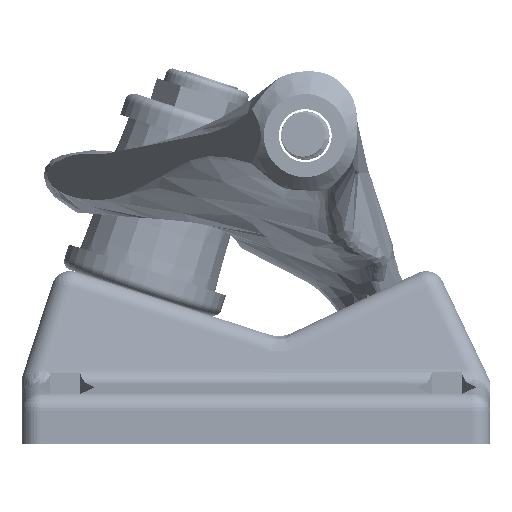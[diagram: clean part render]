
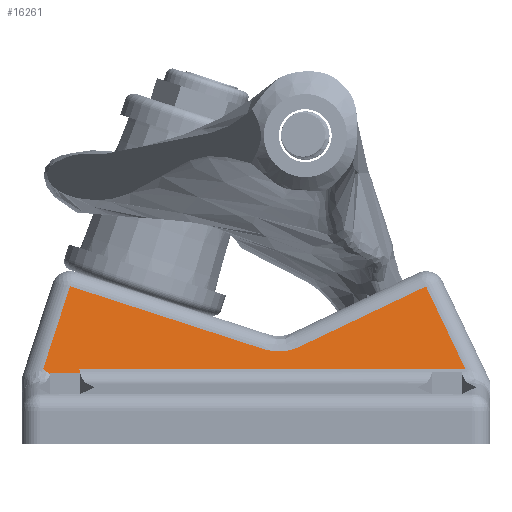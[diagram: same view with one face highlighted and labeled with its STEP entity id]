
A CAD part, left-side view. The second image highlights one B-rep face of the part: STEP entity #16261.
In plain terms, the highlighted planar face has unit normal (-0.985, 0, 0.174).
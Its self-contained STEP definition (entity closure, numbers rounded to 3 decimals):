
#79=ELLIPSE('',#17046,8.123,8.);
#80=ELLIPSE('',#17047,14.468,10.275);
#2000=LINE('',#25951,#3332);
#2001=LINE('',#25953,#3333);
#2002=LINE('',#25955,#3334);
#2003=LINE('',#25959,#3335);
#2004=LINE('',#25961,#3336);
#2005=LINE('',#25965,#3337);
#2006=LINE('',#25967,#3338);
#2007=LINE('',#25968,#3339);
#3332=VECTOR('',#18563,10.);
#3333=VECTOR('',#18564,10.);
#3334=VECTOR('',#18565,10.);
#3335=VECTOR('',#18568,10.);
#3336=VECTOR('',#18569,10.);
#3337=VECTOR('',#18572,10.);
#3338=VECTOR('',#18573,10.);
#3339=VECTOR('',#18574,10.);
#4290=PLANE('',#17045);
#5077=FACE_OUTER_BOUND('',#6067,.T.);
#6067=EDGE_LOOP('',(#12962,#12963,#12964,#12965,#12966,#12967,#12968,#12969,
#12970,#12971));
#7601=VERTEX_POINT('',#25946);
#7602=VERTEX_POINT('',#25950);
#7603=VERTEX_POINT('',#25952);
#7604=VERTEX_POINT('',#25954);
#7605=VERTEX_POINT('',#25956);
#7606=VERTEX_POINT('',#25958);
#7607=VERTEX_POINT('',#25960);
#7608=VERTEX_POINT('',#25962);
#7609=VERTEX_POINT('',#25964);
#7610=VERTEX_POINT('',#25966);
#9556=EDGE_CURVE('',#7601,#7602,#2000,.T.);
#9557=EDGE_CURVE('',#7603,#7601,#2001,.T.);
#9558=EDGE_CURVE('',#7604,#7603,#2002,.T.);
#9559=EDGE_CURVE('',#7605,#7604,#79,.T.);
#9560=EDGE_CURVE('',#7606,#7605,#2003,.T.);
#9561=EDGE_CURVE('',#7607,#7606,#2004,.T.);
#9562=EDGE_CURVE('',#7607,#7608,#80,.T.);
#9563=EDGE_CURVE('',#7608,#7609,#2005,.T.);
#9564=EDGE_CURVE('',#7609,#7610,#2006,.T.);
#9565=EDGE_CURVE('',#7610,#7602,#2007,.T.);
#12962=ORIENTED_EDGE('',*,*,#9556,.F.);
#12963=ORIENTED_EDGE('',*,*,#9557,.F.);
#12964=ORIENTED_EDGE('',*,*,#9558,.F.);
#12965=ORIENTED_EDGE('',*,*,#9559,.F.);
#12966=ORIENTED_EDGE('',*,*,#9560,.F.);
#12967=ORIENTED_EDGE('',*,*,#9561,.F.);
#12968=ORIENTED_EDGE('',*,*,#9562,.T.);
#12969=ORIENTED_EDGE('',*,*,#9563,.T.);
#12970=ORIENTED_EDGE('',*,*,#9564,.T.);
#12971=ORIENTED_EDGE('',*,*,#9565,.T.);
#16261=ADVANCED_FACE('',(#5077),#4290,.F.);
#17045=AXIS2_PLACEMENT_3D('',#25949,#18561,#18562);
#17046=AXIS2_PLACEMENT_3D('',#25957,#18566,#18567);
#17047=AXIS2_PLACEMENT_3D('',#25963,#18570,#18571);
#18561=DIRECTION('center_axis',(0.985,0.,-0.174));
#18562=DIRECTION('ref_axis',(0.174,0.,0.985));
#18563=DIRECTION('',(0.,1.,0.));
#18564=DIRECTION('',(-0.157,-0.425,-0.891));
#18565=DIRECTION('',(0.076,-0.9,0.429));
#18566=DIRECTION('center_axis',(-0.985,0.,0.174));
#18567=DIRECTION('ref_axis',(-0.174,0.,-0.985));
#18568=DIRECTION('',(-0.054,-0.95,-0.309));
#18569=DIRECTION('',(0.165,-0.305,0.938));
#18570=DIRECTION('center_axis',(-0.985,0.,
0.174));
#18571=DIRECTION('ref_axis',(0.16,-0.391,0.907));
#18572=DIRECTION('',(0.173,-0.1,0.98));
#18573=DIRECTION('',(0.,-1.,0.));
#18574=DIRECTION('',(0.173,0.1,0.98));
#25946=CARTESIAN_POINT('',(-16.725,-33.998,4.613));
#25949=CARTESIAN_POINT('Origin',(-17.462,0.,0.434));
#25950=CARTESIAN_POINT('',(-16.725,28.676,4.613));
#25951=CARTESIAN_POINT('',(-16.725,-19.,4.613));
#25952=CARTESIAN_POINT('',(-14.362,-27.605,18.017));
#25953=CARTESIAN_POINT('',(-16.141,-32.419,7.924));
#25954=CARTESIAN_POINT('',(-16.086,-7.104,8.238));
#25955=CARTESIAN_POINT('',(-15.494,-14.142,11.595));
#25956=CARTESIAN_POINT('',(-16.154,-1.188,7.851));
#25957=CARTESIAN_POINT('Origin',(-14.813,-3.66,15.459));
#25958=CARTESIAN_POINT('',(-14.356,30.202,18.05));
#25959=CARTESIAN_POINT('',(-16.222,-2.378,7.464));
#25960=CARTESIAN_POINT('',(-16.725,34.567,4.613));
#25961=CARTESIAN_POINT('',(-14.603,30.657,16.649));
#25962=CARTESIAN_POINT('',(-16.876,33.411,3.756));
#25963=CARTESIAN_POINT('Origin',(-14.65,26.795,16.383));
#25964=CARTESIAN_POINT('',(-16.85,33.396,3.905));
#25965=CARTESIAN_POINT('',(-17.196,33.596,1.944));
#25966=CARTESIAN_POINT('',(-16.85,28.604,3.905));
#25967=CARTESIAN_POINT('',(-16.85,-16.698,3.905));
#25968=CARTESIAN_POINT('',(-17.813,28.048,-1.554));
